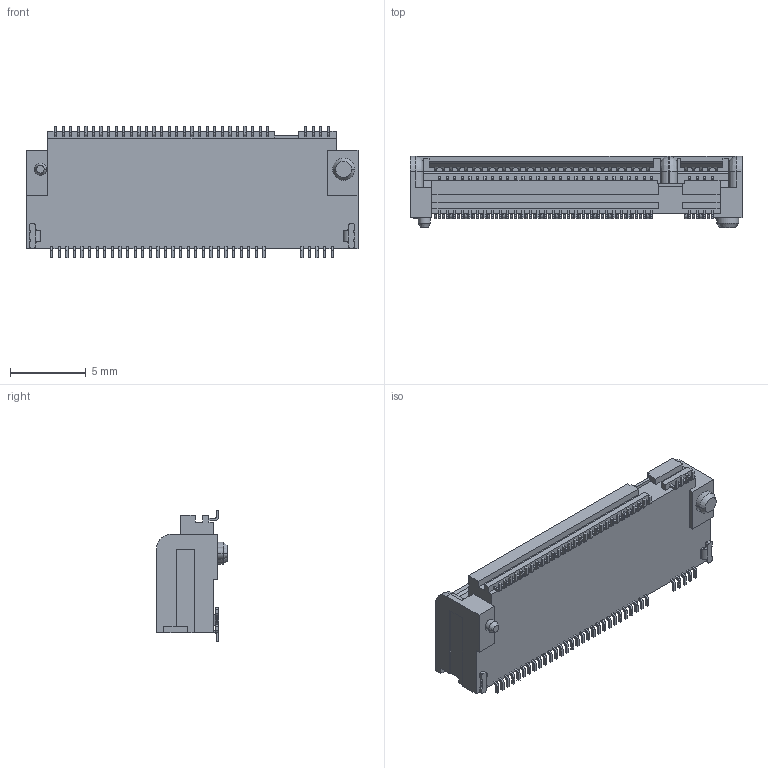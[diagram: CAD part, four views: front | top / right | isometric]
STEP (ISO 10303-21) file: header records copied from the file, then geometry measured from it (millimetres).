
FILE_DESCRIPTION(('STEP AP242'),'1');
FILE_NAME('1-2199230-5.stp','2022-07-28T19:00:55',('TraceParts'),('TraceParts S.A.'),'Spatial InterOp 3D',' ',' ');
FILE_SCHEMA(('AP242_MANAGED_MODEL_BASED_3D_ENGINEERING_MIM_LF {1 0 10303 442 1 1 4}'));
Length unit declared in the file: millimetre
Products named in the file (1): 1-2199230-5
Bounding box: 21.9 x 4.7 x 8.7 mm (x, y, z)
Volume: 499.7 mm3; surface area: 756.8 mm2
Topology: 1 solids, 1 shells, 1377 faces, 3797 edges, 2525 vertices
Faces by surface type: plane 1100, cylinder 269, cone 4, bspline 3, torus 1
Entity records: 43725 total; most frequent: CARTESIAN_POINT 8045, ORIENTED_EDGE 7594, DIRECTION 7077, EDGE_CURVE 3797, LINE 3235, VECTOR 3235, VERTEX_POINT 2525, AXIS2_PLACEMENT_3D 1921
